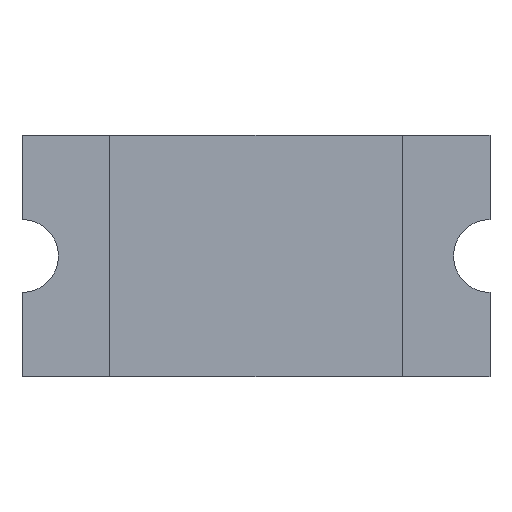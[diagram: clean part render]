
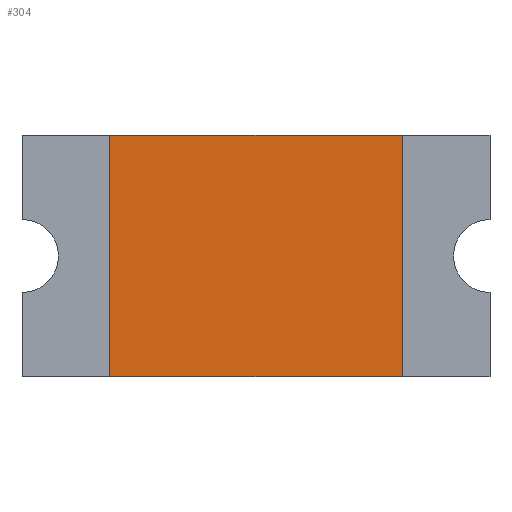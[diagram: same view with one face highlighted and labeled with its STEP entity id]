
A CAD part, front view. The second image highlights one B-rep face of the part: STEP entity #304.
In plain terms, the highlighted planar face has unit normal (0, -1, 0).
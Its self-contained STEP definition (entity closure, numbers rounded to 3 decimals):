
#24 = CARTESIAN_POINT ( 'NONE',  ( -1.6, -0.725, -0.825 ) ) ;
#41 = EDGE_CURVE ( 'NONE', #675, #61, #250, .T. ) ;
#61 = VERTEX_POINT ( 'NONE', #338 ) ;
#72 = DIRECTION ( 'NONE',  ( 1., 0., 0. ) ) ;
#87 = DIRECTION ( 'NONE',  ( -1., 0., 0. ) ) ;
#105 = VECTOR ( 'NONE', #87, 1000. ) ;
#112 = ORIENTED_EDGE ( 'NONE', *, *, #130, .F. ) ;
#130 = EDGE_CURVE ( 'NONE', #61, #147, #660, .T. ) ;
#142 = DIRECTION ( 'NONE',  ( 0., 1., 0. ) ) ;
#147 = VERTEX_POINT ( 'NONE', #594 ) ;
#246 = CARTESIAN_POINT ( 'NONE',  ( 1.6, -0.725, 0. ) ) ;
#250 = LINE ( 'NONE', #24, #105 ) ;
#252 = CARTESIAN_POINT ( 'NONE',  ( 1., -0.725, -0.825 ) ) ;
#256 = EDGE_CURVE ( 'NONE', #289, #675, #282, .T. ) ;
#262 = EDGE_LOOP ( 'NONE', ( #385, #578, #112, #499 ) ) ;
#282 = LINE ( 'NONE', #469, #361 ) ;
#289 = VERTEX_POINT ( 'NONE', #344 ) ;
#304 = ADVANCED_FACE ( 'NONE', ( #485 ), #608, .F. ) ;
#312 = VECTOR ( 'NONE', #72, 1000. ) ;
#318 = LINE ( 'NONE', #341, #312 ) ;
#333 = VECTOR ( 'NONE', #617, 1000. ) ;
#338 = CARTESIAN_POINT ( 'NONE',  ( -1., -0.725, -0.825 ) ) ;
#341 = CARTESIAN_POINT ( 'NONE',  ( -1.6, -0.725, 0.825 ) ) ;
#344 = CARTESIAN_POINT ( 'NONE',  ( 1., -0.725, 0.825 ) ) ;
#361 = VECTOR ( 'NONE', #568, 1000. ) ;
#362 = CARTESIAN_POINT ( 'NONE',  ( -1., -0.725, 0. ) ) ;
#385 = ORIENTED_EDGE ( 'NONE', *, *, #256, .F. ) ;
#469 = CARTESIAN_POINT ( 'NONE',  ( 1., -0.725, 0. ) ) ;
#485 = FACE_OUTER_BOUND ( 'NONE', #262, .T. ) ;
#499 = ORIENTED_EDGE ( 'NONE', *, *, #41, .F. ) ;
#560 = EDGE_CURVE ( 'NONE', #147, #289, #318, .T. ) ;
#568 = DIRECTION ( 'NONE',  ( 0., 0., -1. ) ) ;
#578 = ORIENTED_EDGE ( 'NONE', *, *, #560, .F. ) ;
#594 = CARTESIAN_POINT ( 'NONE',  ( -1., -0.725, 0.825 ) ) ;
#608 = PLANE ( 'NONE',  #613 ) ;
#613 = AXIS2_PLACEMENT_3D ( 'NONE', #246, #142, #665 ) ;
#617 = DIRECTION ( 'NONE',  ( 0., 0., 1. ) ) ;
#660 = LINE ( 'NONE', #362, #333 ) ;
#665 = DIRECTION ( 'NONE',  ( 0., 0., 1. ) ) ;
#675 = VERTEX_POINT ( 'NONE', #252 ) ;
